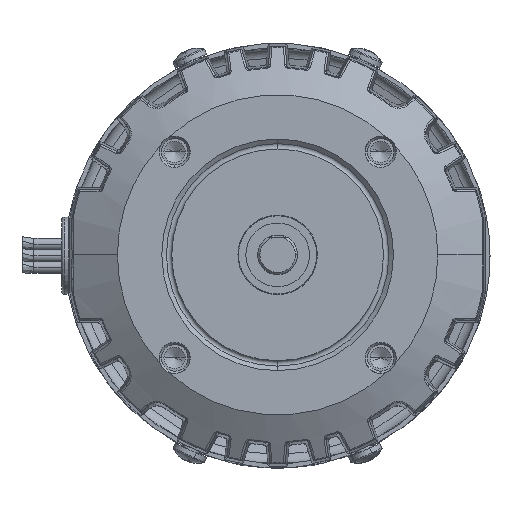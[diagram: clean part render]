
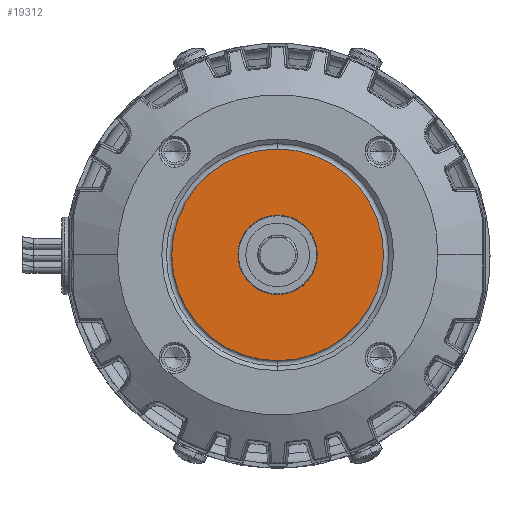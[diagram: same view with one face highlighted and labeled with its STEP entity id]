
A CAD part, top view. The second image highlights one B-rep face of the part: STEP entity #19312.
In plain terms, the highlighted planar face has unit normal (0, 0, 1).
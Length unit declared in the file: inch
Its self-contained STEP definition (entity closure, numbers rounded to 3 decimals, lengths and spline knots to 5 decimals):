
#6082 = AXIS2_PLACEMENT_3D ( 'NONE', #57609, #57607, #57606 ) ;
#6201 = AXIS2_PLACEMENT_3D ( 'NONE', #57405, #57404, #57403 ) ;
#7086 = AXIS2_PLACEMENT_3D ( 'NONE', #53418, #53416, #53406 ) ;
#7089 = AXIS2_PLACEMENT_3D ( 'NONE', #53395, #53393, #53391 ) ;
#12964 = EDGE_CURVE ( 'NONE', #54004, #54746, #56088, .T. ) ;
#13246 = EDGE_CURVE ( 'NONE', #54712, #53898, #56187, .T. ) ;
#13305 = CARTESIAN_POINT ( 'NONE',  ( 0., 0., 1.433 ) ) ;
#13318 = PLANE ( 'NONE',  #30466 ) ;
#13333 = DIRECTION ( 'NONE',  ( 0., 0., 1. ) ) ;
#13336 = DIRECTION ( 'NONE',  ( 1., 0., 0. ) ) ;
#14399 = EDGE_CURVE ( 'NONE', #54746, #54004, #38453, .T. ) ;
#14400 = EDGE_CURVE ( 'NONE', #53898, #54712, #38454, .T. ) ;
#19312 = ADVANCED_FACE ( 'NONE', ( #34804, #34817 ), #13318, .T. ) ;
#30466 = AXIS2_PLACEMENT_3D ( 'NONE', #13305, #13333, #13336 ) ;
#34804 = FACE_OUTER_BOUND ( 'NONE', #63154, .T. ) ;
#34817 = FACE_BOUND ( 'NONE', #63166, .T. ) ;
#38453 = CIRCLE ( 'NONE', #7086, 0.375 ) ;
#38454 = CIRCLE ( 'NONE', #7089, 0.99925 ) ;
#40713 = CARTESIAN_POINT ( 'NONE',  ( 0., -0.99925, 1.433 ) ) ;
#40913 = CARTESIAN_POINT ( 'NONE',  ( 0., 0.375, 1.433 ) ) ;
#41558 = CARTESIAN_POINT ( 'NONE',  ( 0., 0.99925, 1.433 ) ) ;
#41578 = CARTESIAN_POINT ( 'NONE',  ( 0., -0.375, 1.433 ) ) ;
#53391 = DIRECTION ( 'NONE',  ( 0., 1., 0. ) ) ;
#53393 = DIRECTION ( 'NONE',  ( 0., 0., -1. ) ) ;
#53395 = CARTESIAN_POINT ( 'NONE',  ( 0., 0., 1.433 ) ) ;
#53406 = DIRECTION ( 'NONE',  ( 0., 1., 0. ) ) ;
#53416 = DIRECTION ( 'NONE',  ( 0., 0., -1. ) ) ;
#53418 = CARTESIAN_POINT ( 'NONE',  ( 0., 0., 1.433 ) ) ;
#53898 = VERTEX_POINT ( 'NONE', #40713 ) ;
#54004 = VERTEX_POINT ( 'NONE', #40913 ) ;
#54712 = VERTEX_POINT ( 'NONE', #41558 ) ;
#54746 = VERTEX_POINT ( 'NONE', #41578 ) ;
#56088 = CIRCLE ( 'NONE', #6082, 0.375 ) ;
#56187 = CIRCLE ( 'NONE', #6201, 0.99925 ) ;
#57403 = DIRECTION ( 'NONE',  ( 0., 1., 0. ) ) ;
#57404 = DIRECTION ( 'NONE',  ( 0., 0., -1. ) ) ;
#57405 = CARTESIAN_POINT ( 'NONE',  ( 0., 0., 1.433 ) ) ;
#57606 = DIRECTION ( 'NONE',  ( 0., 1., 0. ) ) ;
#57607 = DIRECTION ( 'NONE',  ( 0., 0., -1. ) ) ;
#57609 = CARTESIAN_POINT ( 'NONE',  ( 0., 0., 1.433 ) ) ;
#60597 = ORIENTED_EDGE ( 'NONE', *, *, #14399, .T. ) ;
#60600 = ORIENTED_EDGE ( 'NONE', *, *, #12964, .T. ) ;
#60604 = ORIENTED_EDGE ( 'NONE', *, *, #14400, .F. ) ;
#60609 = ORIENTED_EDGE ( 'NONE', *, *, #13246, .F. ) ;
#63154 = EDGE_LOOP ( 'NONE', ( #60609, #60604 ) ) ;
#63166 = EDGE_LOOP ( 'NONE', ( #60600, #60597 ) ) ;
